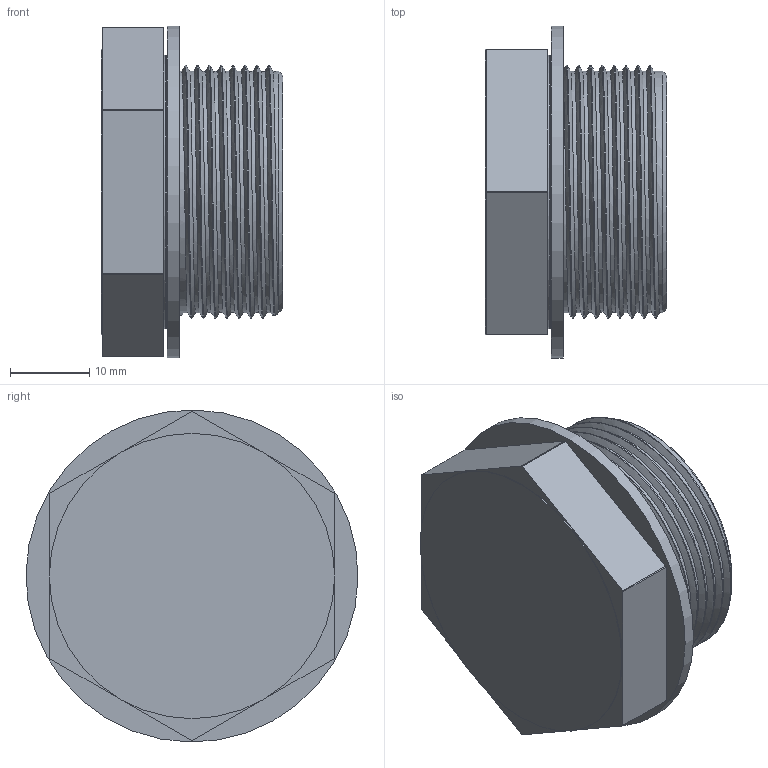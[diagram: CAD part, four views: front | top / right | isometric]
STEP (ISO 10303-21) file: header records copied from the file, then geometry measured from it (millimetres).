
FILE_DESCRIPTION(/* description */ (''),/* implementation_level */ '2;1');
FILE_NAME(/* name */ '83007532X3HI-RST.stp',/* time_stamp */ '2021-03-29T08:57:20+02:00',/* author */ ('sl'),/* organization */ (''),/* preprocessor_version */ 'ST-DEVELOPER v16.5',/* originating_system */ 'Autodesk Inventor 2017',/* authorisation */ '');
FILE_SCHEMA (('AUTOMOTIVE_DESIGN { 1 0 10303 214 3 1 1 }'));
Length unit declared in the file: millimetre
Products named in the file (3): Verschlussschraube-11-BG-0001-83007532X3HI; Dichtring-11-BT-0002-83007532X3HI; 83007532X3HI
Assembly tree (2 placements, depth 2):
  Verschlussschraube-11-BG-0001-83007532X3HI
    Dichtring-11-BT-0002-83007532X3HI
    83007532X3HI
Bounding box: 22.9 x 41.9 x 41.9 mm (x, y, z)
Volume: 11207.5 mm3; surface area: 10497.6 mm2
Topology: 3 solids, 3 shells, 49 faces, 111 edges, 72 vertices
Faces by surface type: cylinder 26, plane 18, bspline 2, torus 2, cone 1
Full cylindrical faces by diameter (mm): 25 x1, 30.478 x8, 32.1 x1, 32.3 x1, 32.9 x1, 33.9 x1, 34.5 x1, 36 x1, 41.9 x1
Entity records: 2635 total; most frequent: CARTESIAN_POINT 1712, DIRECTION 180, ORIENTED_EDGE 146, AXIS2_PLACEMENT_3D 75, EDGE_CURVE 73, EDGE_LOOP 59, VERTEX_POINT 54, FACE_OUTER_BOUND 41
